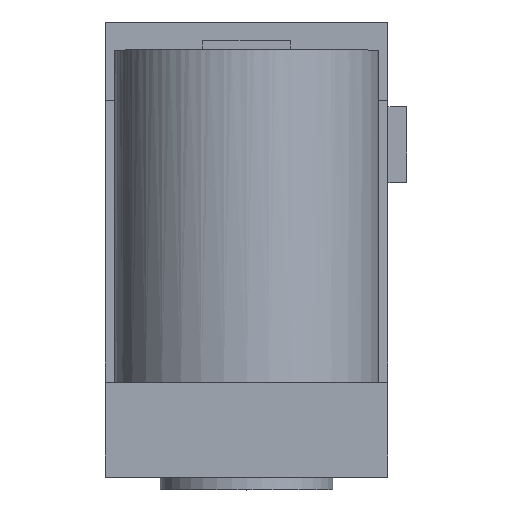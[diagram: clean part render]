
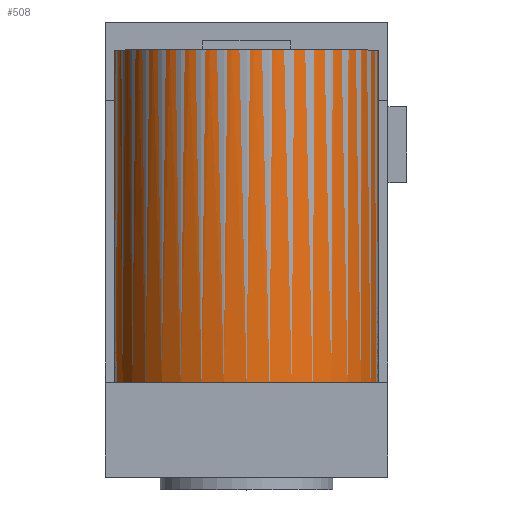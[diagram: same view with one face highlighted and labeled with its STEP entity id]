
A CAD part, top view. The second image highlights one B-rep face of the part: STEP entity #508.
In plain terms, the highlighted cylindrical face has radius 4.2 mm (diameter 8.4 mm), a partial arc.
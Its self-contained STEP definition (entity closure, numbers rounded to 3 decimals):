
#82 = VERTEX_POINT('',#83);
#83 = CARTESIAN_POINT('',(-4.2,-10.6,6.5));
#98 = VERTEX_POINT('',#99);
#99 = CARTESIAN_POINT('',(0.,-10.6,10.7));
#105 = EDGE_CURVE('',#98,#82,#106,.T.);
#106 = CIRCLE('',#107,4.2);
#107 = AXIS2_PLACEMENT_3D('',#108,#109,#110);
#108 = CARTESIAN_POINT('',(0.,-10.6,6.5));
#109 = DIRECTION('',(0.,-1.,0.));
#110 = DIRECTION('',(1.,-0.,0.));
#129 = EDGE_CURVE('',#130,#82,#132,.T.);
#130 = VERTEX_POINT('',#131);
#131 = CARTESIAN_POINT('',(-4.2,-1.6,6.5));
#132 = LINE('',#133,#134);
#133 = CARTESIAN_POINT('',(-4.2,-13.6,6.5));
#134 = VECTOR('',#135,1.);
#135 = DIRECTION('',(-0.,-1.,0.));
#152 = VERTEX_POINT('',#153);
#153 = CARTESIAN_POINT('',(-2.598,-1.6,3.2));
#168 = EDGE_CURVE('',#130,#152,#169,.T.);
#169 = CIRCLE('',#170,4.2);
#170 = AXIS2_PLACEMENT_3D('',#171,#172,#173);
#171 = CARTESIAN_POINT('',(0.,-1.6,6.5));
#172 = DIRECTION('',(0.,-1.,0.));
#173 = DIRECTION('',(1.,-0.,0.));
#192 = EDGE_CURVE('',#193,#152,#195,.T.);
#193 = VERTEX_POINT('',#194);
#194 = CARTESIAN_POINT('',(-2.598,0.,3.2));
#195 = LINE('',#196,#197);
#196 = CARTESIAN_POINT('',(-2.598,-13.6,3.2));
#197 = VECTOR('',#198,1.);
#198 = DIRECTION('',(-0.,-1.,0.));
#201 = VERTEX_POINT('',#202);
#202 = CARTESIAN_POINT('',(2.598,0.,3.2));
#208 = EDGE_CURVE('',#201,#209,#211,.T.);
#209 = VERTEX_POINT('',#210);
#210 = CARTESIAN_POINT('',(2.598,-1.6,3.2));
#211 = LINE('',#212,#213);
#212 = CARTESIAN_POINT('',(2.598,-13.6,3.2));
#213 = VECTOR('',#214,1.);
#214 = DIRECTION('',(-0.,-1.,0.));
#286 = EDGE_CURVE('',#209,#287,#289,.T.);
#287 = VERTEX_POINT('',#288);
#288 = CARTESIAN_POINT('',(4.2,-1.6,6.5));
#289 = CIRCLE('',#290,4.2);
#290 = AXIS2_PLACEMENT_3D('',#291,#292,#293);
#291 = CARTESIAN_POINT('',(0.,-1.6,6.5));
#292 = DIRECTION('',(0.,-1.,0.));
#293 = DIRECTION('',(1.,-0.,0.));
#309 = EDGE_CURVE('',#193,#310,#312,.T.);
#310 = VERTEX_POINT('',#311);
#311 = CARTESIAN_POINT('',(4.2,0.,6.5));
#312 = CIRCLE('',#313,4.2);
#313 = AXIS2_PLACEMENT_3D('',#314,#315,#316);
#314 = CARTESIAN_POINT('',(0.,0.,6.5));
#315 = DIRECTION('',(-0.,1.,0.));
#316 = DIRECTION('',(1.,0.,0.));
#318 = EDGE_CURVE('',#310,#201,#319,.T.);
#319 = CIRCLE('',#320,4.2);
#320 = AXIS2_PLACEMENT_3D('',#321,#322,#323);
#321 = CARTESIAN_POINT('',(0.,0.,6.5));
#322 = DIRECTION('',(-0.,1.,0.));
#323 = DIRECTION('',(1.,0.,0.));
#334 = EDGE_CURVE('',#335,#287,#337,.T.);
#335 = VERTEX_POINT('',#336);
#336 = CARTESIAN_POINT('',(4.2,-10.6,6.5));
#337 = LINE('',#338,#339);
#338 = CARTESIAN_POINT('',(4.2,-13.6,6.5));
#339 = VECTOR('',#340,1.);
#340 = DIRECTION('',(0.,1.,0.));
#374 = EDGE_CURVE('',#335,#98,#375,.T.);
#375 = CIRCLE('',#376,4.2);
#376 = AXIS2_PLACEMENT_3D('',#377,#378,#379);
#377 = CARTESIAN_POINT('',(0.,-10.6,6.5));
#378 = DIRECTION('',(0.,-1.,0.));
#379 = DIRECTION('',(1.,-0.,0.));
#508 = ADVANCED_FACE('',(#509),#521,.T.);
#509 = FACE_BOUND('',#510,.F.);
#510 = EDGE_LOOP('',(#511,#512,#513,#514,#515,#516,#517,#518,#519,#520)
  );
#511 = ORIENTED_EDGE('',*,*,#208,.T.);
#512 = ORIENTED_EDGE('',*,*,#286,.T.);
#513 = ORIENTED_EDGE('',*,*,#334,.F.);
#514 = ORIENTED_EDGE('',*,*,#374,.T.);
#515 = ORIENTED_EDGE('',*,*,#105,.T.);
#516 = ORIENTED_EDGE('',*,*,#129,.F.);
#517 = ORIENTED_EDGE('',*,*,#168,.T.);
#518 = ORIENTED_EDGE('',*,*,#192,.F.);
#519 = ORIENTED_EDGE('',*,*,#309,.T.);
#520 = ORIENTED_EDGE('',*,*,#318,.T.);
#521 = CYLINDRICAL_SURFACE('',#522,4.2);
#522 = AXIS2_PLACEMENT_3D('',#523,#524,#525);
#523 = CARTESIAN_POINT('',(0.,-13.6,6.5));
#524 = DIRECTION('',(-0.,-1.,0.));
#525 = DIRECTION('',(1.,0.,0.));
